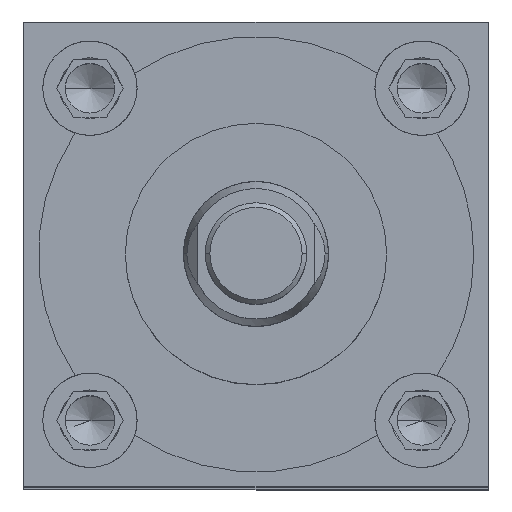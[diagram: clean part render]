
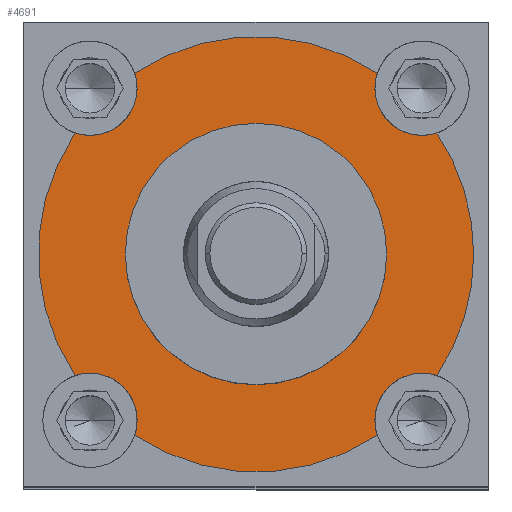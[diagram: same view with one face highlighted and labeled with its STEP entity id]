
A CAD part, top view. The second image highlights one B-rep face of the part: STEP entity #4691.
In plain terms, the highlighted planar face has unit normal (0, 0, 1).
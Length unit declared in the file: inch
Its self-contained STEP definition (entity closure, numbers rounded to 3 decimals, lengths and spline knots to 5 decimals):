
#13 = EDGE_CURVE ( 'NONE', #3768, #1709, #2692, .T. ) ;
#36 = CARTESIAN_POINT ( 'NONE',  ( -0.5625, 0., 8.62 ) ) ;
#174 = CARTESIAN_POINT ( 'NONE',  ( -0.77859, -0.52222, 8.62 ) ) ;
#202 = CIRCLE ( 'NONE', #4355, 0.9375 ) ;
#320 = DIRECTION ( 'NONE',  ( 0., 0., 1. ) ) ;
#348 = DIRECTION ( 'NONE',  ( 1., 0., 0. ) ) ;
#354 = DIRECTION ( 'NONE',  ( 1., 0., 0. ) ) ;
#367 = EDGE_CURVE ( 'NONE', #5645, #2508, #1413, .T. ) ;
#378 = CARTESIAN_POINT ( 'NONE',  ( -0.52222, 0.77859, 8.62 ) ) ;
#408 = CIRCLE ( 'NONE', #1214, 0.203 ) ;
#412 = CARTESIAN_POINT ( 'NONE',  ( 0., 0., 8.62 ) ) ;
#418 = VERTEX_POINT ( 'NONE', #4022 ) ;
#438 = CARTESIAN_POINT ( 'NONE',  ( 0.715, 0.715, 8.62 ) ) ;
#963 = VERTEX_POINT ( 'NONE', #5116 ) ;
#1000 = CIRCLE ( 'NONE', #4667, 0.9375 ) ;
#1012 = AXIS2_PLACEMENT_3D ( 'NONE', #1363, #4385, #4350 ) ;
#1152 = AXIS2_PLACEMENT_3D ( 'NONE', #5659, #5187, #3694 ) ;
#1163 = CARTESIAN_POINT ( 'NONE',  ( -0.52222, -0.77859, 8.62 ) ) ;
#1186 = CIRCLE ( 'NONE', #4831, 0.203 ) ;
#1209 = EDGE_LOOP ( 'NONE', ( #2016, #5101, #6199, #1704, #4798, #5224, #5732, #4374, #2690, #1736, #6088, #2425, #2700 ) ) ;
#1214 = AXIS2_PLACEMENT_3D ( 'NONE', #3379, #1827, #5893 ) ;
#1215 = CIRCLE ( 'NONE', #1012, 0.203 ) ;
#1239 = AXIS2_PLACEMENT_3D ( 'NONE', #412, #5275, #4347 ) ;
#1363 = CARTESIAN_POINT ( 'NONE',  ( -0.715, -0.715, 8.62 ) ) ;
#1375 = CARTESIAN_POINT ( 'NONE',  ( 0.77859, 0.52222, 8.62 ) ) ;
#1413 = CIRCLE ( 'NONE', #2982, 0.9375 ) ;
#1430 = AXIS2_PLACEMENT_3D ( 'NONE', #2585, #2454, #2092 ) ;
#1551 = CARTESIAN_POINT ( 'NONE',  ( -0.512, 0.715, 8.62 ) ) ;
#1554 = DIRECTION ( 'NONE',  ( 0., 0., 1. ) ) ;
#1609 = EDGE_CURVE ( 'NONE', #4582, #5835, #1186, .T. ) ;
#1624 = DIRECTION ( 'NONE',  ( 0., 0., 1. ) ) ;
#1636 = ORIENTED_EDGE ( 'NONE', *, *, #13, .F. ) ;
#1704 = ORIENTED_EDGE ( 'NONE', *, *, #5180, .F. ) ;
#1709 = VERTEX_POINT ( 'NONE', #5877 ) ;
#1736 = ORIENTED_EDGE ( 'NONE', *, *, #6168, .F. ) ;
#1779 = VERTEX_POINT ( 'NONE', #1551 ) ;
#1815 = CARTESIAN_POINT ( 'NONE',  ( 0.512, -0.715, 8.62 ) ) ;
#1816 = DIRECTION ( 'NONE',  ( 0., 0., 1. ) ) ;
#1818 = DIRECTION ( 'NONE',  ( 0., 0., 1. ) ) ;
#1827 = DIRECTION ( 'NONE',  ( 0., 0., 1. ) ) ;
#1879 = DIRECTION ( 'NONE',  ( 1., 0., 0. ) ) ;
#1973 = EDGE_LOOP ( 'NONE', ( #1636, #4330 ) ) ;
#1980 = DIRECTION ( 'NONE',  ( 1., 0., 0. ) ) ;
#2008 = CARTESIAN_POINT ( 'NONE',  ( 0.52222, 0.77859, 8.62 ) ) ;
#2016 = ORIENTED_EDGE ( 'NONE', *, *, #3122, .F. ) ;
#2092 = DIRECTION ( 'NONE',  ( 1., 0., 0. ) ) ;
#2297 = CARTESIAN_POINT ( 'NONE',  ( 0., 0., 8.62 ) ) ;
#2324 = DIRECTION ( 'NONE',  ( 1., 0., 0. ) ) ;
#2327 = DIRECTION ( 'NONE',  ( 0., 0., 1. ) ) ;
#2414 = DIRECTION ( 'NONE',  ( 0., 0., 1. ) ) ;
#2425 = ORIENTED_EDGE ( 'NONE', *, *, #5600, .T. ) ;
#2454 = DIRECTION ( 'NONE',  ( 0., 0., 1. ) ) ;
#2461 = CARTESIAN_POINT ( 'NONE',  ( 0.512, 0.715, 8.62 ) ) ;
#2508 = VERTEX_POINT ( 'NONE', #1375 ) ;
#2585 = CARTESIAN_POINT ( 'NONE',  ( -0.715, 0.715, 8.62 ) ) ;
#2666 = DIRECTION ( 'NONE',  ( 1., 0., 0. ) ) ;
#2675 = AXIS2_PLACEMENT_3D ( 'NONE', #6079, #1624, #3631 ) ;
#2690 = ORIENTED_EDGE ( 'NONE', *, *, #2913, .T. ) ;
#2692 = CIRCLE ( 'NONE', #3529, 0.5625 ) ;
#2700 = ORIENTED_EDGE ( 'NONE', *, *, #2791, .F. ) ;
#2730 = CIRCLE ( 'NONE', #6240, 0.9375 ) ;
#2785 = AXIS2_PLACEMENT_3D ( 'NONE', #6312, #3905, #354 ) ;
#2791 = EDGE_CURVE ( 'NONE', #4960, #5174, #408, .T. ) ;
#2792 = CIRCLE ( 'NONE', #1430, 0.203 ) ;
#2913 = EDGE_CURVE ( 'NONE', #2919, #5408, #202, .T. ) ;
#2919 = VERTEX_POINT ( 'NONE', #2970 ) ;
#2970 = CARTESIAN_POINT ( 'NONE',  ( -0.77859, 0.52222, 8.62 ) ) ;
#2982 = AXIS2_PLACEMENT_3D ( 'NONE', #6339, #2327, #348 ) ;
#3025 = CIRCLE ( 'NONE', #3967, 0.5625 ) ;
#3122 = EDGE_CURVE ( 'NONE', #418, #4960, #3399, .T. ) ;
#3206 = CIRCLE ( 'NONE', #4249, 0.203 ) ;
#3215 = DIRECTION ( 'NONE',  ( 1., 0., 0. ) ) ;
#3298 = DIRECTION ( 'NONE',  ( 1., 0., 0. ) ) ;
#3337 = DIRECTION ( 'NONE',  ( 1., 0., 0. ) ) ;
#3379 = CARTESIAN_POINT ( 'NONE',  ( 0.715, -0.715, 8.62 ) ) ;
#3399 = CIRCLE ( 'NONE', #2675, 0.203 ) ;
#3415 = CIRCLE ( 'NONE', #2785, 0.9375 ) ;
#3478 = EDGE_CURVE ( 'NONE', #4582, #4108, #2730, .T. ) ;
#3529 = AXIS2_PLACEMENT_3D ( 'NONE', #5789, #1818, #2324 ) ;
#3573 = VERTEX_POINT ( 'NONE', #1163 ) ;
#3631 = DIRECTION ( 'NONE',  ( 1., 0., 0. ) ) ;
#3694 = DIRECTION ( 'NONE',  ( 1., 0., 0. ) ) ;
#3768 = VERTEX_POINT ( 'NONE', #36 ) ;
#3825 = FACE_BOUND ( 'NONE', #1973, .T. ) ;
#3905 = DIRECTION ( 'NONE',  ( 0., 0., 1. ) ) ;
#3967 = AXIS2_PLACEMENT_3D ( 'NONE', #4827, #5306, #3298 ) ;
#3970 = CIRCLE ( 'NONE', #1152, 0.203 ) ;
#4022 = CARTESIAN_POINT ( 'NONE',  ( 0.77859, -0.52222, 8.62 ) ) ;
#4108 = VERTEX_POINT ( 'NONE', #378 ) ;
#4249 = AXIS2_PLACEMENT_3D ( 'NONE', #6273, #1816, #3337 ) ;
#4315 = FACE_OUTER_BOUND ( 'NONE', #1209, .T. ) ;
#4330 = ORIENTED_EDGE ( 'NONE', *, *, #4847, .F. ) ;
#4347 = DIRECTION ( 'NONE',  ( 1., 0., 0. ) ) ;
#4350 = DIRECTION ( 'NONE',  ( 1., 0., 0. ) ) ;
#4355 = AXIS2_PLACEMENT_3D ( 'NONE', #6401, #1554, #1980 ) ;
#4374 = ORIENTED_EDGE ( 'NONE', *, *, #6297, .F. ) ;
#4385 = DIRECTION ( 'NONE',  ( 0., 0., 1. ) ) ;
#4582 = VERTEX_POINT ( 'NONE', #2008 ) ;
#4667 = AXIS2_PLACEMENT_3D ( 'NONE', #2297, #320, #3215 ) ;
#4680 = CARTESIAN_POINT ( 'NONE',  ( 0.52222, -0.77859, 8.62 ) ) ;
#4691 = ADVANCED_FACE ( 'NONE', ( #4315, #3825 ), #5782, .T. ) ;
#4798 = ORIENTED_EDGE ( 'NONE', *, *, #1609, .F. ) ;
#4827 = CARTESIAN_POINT ( 'NONE',  ( 0., 0., 8.62 ) ) ;
#4831 = AXIS2_PLACEMENT_3D ( 'NONE', #438, #2414, #1879 ) ;
#4847 = EDGE_CURVE ( 'NONE', #1709, #3768, #3025, .T. ) ;
#4864 = AXIS2_PLACEMENT_3D ( 'NONE', #5320, #4933, #4871 ) ;
#4871 = DIRECTION ( 'NONE',  ( 1., 0., 0. ) ) ;
#4933 = DIRECTION ( 'NONE',  ( 0., 0., 1. ) ) ;
#4960 = VERTEX_POINT ( 'NONE', #1815 ) ;
#5101 = ORIENTED_EDGE ( 'NONE', *, *, #5793, .T. ) ;
#5114 = CARTESIAN_POINT ( 'NONE',  ( 0., 0., 8.62 ) ) ;
#5116 = CARTESIAN_POINT ( 'NONE',  ( -0.512, -0.715, 8.62 ) ) ;
#5145 = CARTESIAN_POINT ( 'NONE',  ( 0.9375, 0., 8.62 ) ) ;
#5150 = DIRECTION ( 'NONE',  ( 0., 0., 1. ) ) ;
#5174 = VERTEX_POINT ( 'NONE', #4680 ) ;
#5180 = EDGE_CURVE ( 'NONE', #5835, #2508, #3970, .T. ) ;
#5187 = DIRECTION ( 'NONE',  ( 0., 0., 1. ) ) ;
#5224 = ORIENTED_EDGE ( 'NONE', *, *, #3478, .T. ) ;
#5275 = DIRECTION ( 'NONE',  ( 0., 0., 1. ) ) ;
#5306 = DIRECTION ( 'NONE',  ( 0., 0., 1. ) ) ;
#5320 = CARTESIAN_POINT ( 'NONE',  ( -0.715, -0.715, 8.62 ) ) ;
#5408 = VERTEX_POINT ( 'NONE', #174 ) ;
#5600 = EDGE_CURVE ( 'NONE', #3573, #5174, #1000, .T. ) ;
#5645 = VERTEX_POINT ( 'NONE', #5145 ) ;
#5659 = CARTESIAN_POINT ( 'NONE',  ( 0.715, 0.715, 8.62 ) ) ;
#5732 = ORIENTED_EDGE ( 'NONE', *, *, #6225, .F. ) ;
#5735 = EDGE_CURVE ( 'NONE', #3573, #963, #5775, .T. ) ;
#5775 = CIRCLE ( 'NONE', #4864, 0.203 ) ;
#5782 = PLANE ( 'NONE',  #1239 ) ;
#5789 = CARTESIAN_POINT ( 'NONE',  ( 0., 0., 8.62 ) ) ;
#5793 = EDGE_CURVE ( 'NONE', #418, #5645, #3415, .T. ) ;
#5835 = VERTEX_POINT ( 'NONE', #2461 ) ;
#5877 = CARTESIAN_POINT ( 'NONE',  ( 0.5625, 0., 8.62 ) ) ;
#5893 = DIRECTION ( 'NONE',  ( 1., 0., 0. ) ) ;
#6079 = CARTESIAN_POINT ( 'NONE',  ( 0.715, -0.715, 8.62 ) ) ;
#6088 = ORIENTED_EDGE ( 'NONE', *, *, #5735, .F. ) ;
#6168 = EDGE_CURVE ( 'NONE', #963, #5408, #1215, .T. ) ;
#6199 = ORIENTED_EDGE ( 'NONE', *, *, #367, .T. ) ;
#6225 = EDGE_CURVE ( 'NONE', #1779, #4108, #3206, .T. ) ;
#6240 = AXIS2_PLACEMENT_3D ( 'NONE', #5114, #5150, #2666 ) ;
#6273 = CARTESIAN_POINT ( 'NONE',  ( -0.715, 0.715, 8.62 ) ) ;
#6297 = EDGE_CURVE ( 'NONE', #2919, #1779, #2792, .T. ) ;
#6312 = CARTESIAN_POINT ( 'NONE',  ( 0., 0., 8.62 ) ) ;
#6339 = CARTESIAN_POINT ( 'NONE',  ( 0., 0., 8.62 ) ) ;
#6401 = CARTESIAN_POINT ( 'NONE',  ( 0., 0., 8.62 ) ) ;
